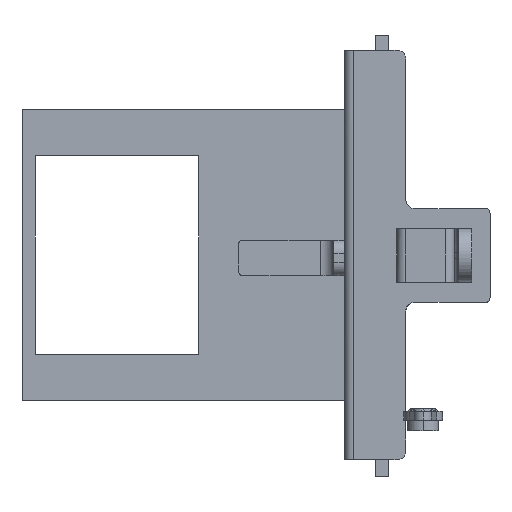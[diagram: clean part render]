
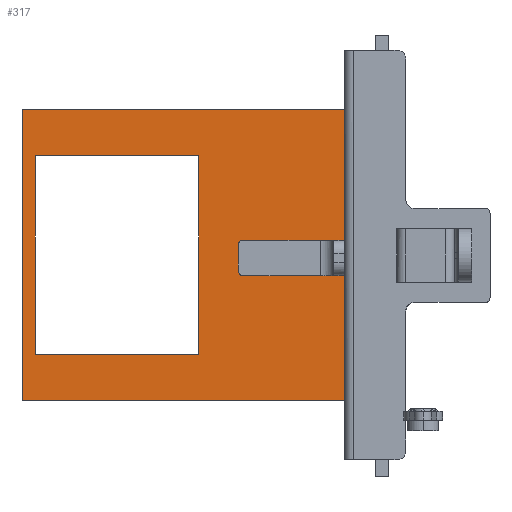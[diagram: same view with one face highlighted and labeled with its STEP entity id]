
A CAD part, left-side view. The second image highlights one B-rep face of the part: STEP entity #317.
In plain terms, the highlighted free-form (B-spline) face has degree [1, 1] with [2, 2] control points.
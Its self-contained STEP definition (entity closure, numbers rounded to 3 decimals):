
#295 = VERTEX_POINT('',#296);
#296 = CARTESIAN_POINT('',(-61.049,0.,-43.492));
#301 = EDGE_CURVE('',#302,#295,#304,.T.);
#302 = VERTEX_POINT('',#303);
#303 = CARTESIAN_POINT('',(-61.049,104.459,
    -43.492));
#304 = B_SPLINE_CURVE_WITH_KNOTS('',1,(#305,#306),.UNSPECIFIED.,.F.,.F.,
  (2,2),(-0.,101.6),.PIECEWISE_BEZIER_KNOTS.);
#305 = CARTESIAN_POINT('',(-61.049,104.459,
    -43.492));
#306 = CARTESIAN_POINT('',(-61.049,0.,-43.492));
#317 = ADVANCED_FACE('',(#318,#348),#370,.F.);
#318 = FACE_BOUND('',#319,.T.);
#319 = EDGE_LOOP('',(#320,#329,#336,#343));
#320 = ORIENTED_EDGE('',*,*,#321,.T.);
#321 = EDGE_CURVE('',#322,#324,#326,.T.);
#322 = VERTEX_POINT('',#323);
#323 = CARTESIAN_POINT('',(-61.049,100.541,
    -29.782));
#324 = VERTEX_POINT('',#325);
#325 = CARTESIAN_POINT('',(-61.049,100.541,
    28.976));
#326 = B_SPLINE_CURVE_WITH_KNOTS('',1,(#327,#328),.UNSPECIFIED.,.F.,.F.,
  (2,2),(13.335,70.485),.PIECEWISE_BEZIER_KNOTS.);
#327 = CARTESIAN_POINT('',(-61.049,100.541,
    -29.782));
#328 = CARTESIAN_POINT('',(-61.049,100.541,
    28.976));
#329 = ORIENTED_EDGE('',*,*,#330,.T.);
#330 = EDGE_CURVE('',#324,#331,#333,.T.);
#331 = VERTEX_POINT('',#332);
#332 = CARTESIAN_POINT('',(-61.049,52.165,
    28.976));
#333 = B_SPLINE_CURVE_WITH_KNOTS('',1,(#334,#335),.UNSPECIFIED.,.F.,.F.,
  (2,2),(3.81,50.862),.PIECEWISE_BEZIER_KNOTS.);
#334 = CARTESIAN_POINT('',(-61.049,100.541,
    28.976));
#335 = CARTESIAN_POINT('',(-61.049,52.165,
    28.976));
#336 = ORIENTED_EDGE('',*,*,#337,.F.);
#337 = EDGE_CURVE('',#338,#331,#340,.T.);
#338 = VERTEX_POINT('',#339);
#339 = CARTESIAN_POINT('',(-61.049,52.165,
    -29.782));
#340 = B_SPLINE_CURVE_WITH_KNOTS('',1,(#341,#342),.UNSPECIFIED.,.F.,.F.,
  (2,2),(0.,57.15),.PIECEWISE_BEZIER_KNOTS.);
#341 = CARTESIAN_POINT('',(-61.049,52.165,
    -29.782));
#342 = CARTESIAN_POINT('',(-61.049,52.165,
    28.976));
#343 = ORIENTED_EDGE('',*,*,#344,.F.);
#344 = EDGE_CURVE('',#322,#338,#345,.T.);
#345 = B_SPLINE_CURVE_WITH_KNOTS('',1,(#346,#347),.UNSPECIFIED.,.F.,.F.,
  (2,2),(3.81,50.862),.PIECEWISE_BEZIER_KNOTS.);
#346 = CARTESIAN_POINT('',(-61.049,100.541,
    -29.782));
#347 = CARTESIAN_POINT('',(-61.049,52.165,
    -29.782));
#348 = FACE_BOUND('',#349,.T.);
#349 = EDGE_LOOP('',(#350,#357,#364,#369));
#350 = ORIENTED_EDGE('',*,*,#351,.T.);
#351 = EDGE_CURVE('',#295,#352,#354,.T.);
#352 = VERTEX_POINT('',#353);
#353 = CARTESIAN_POINT('',(-61.049,0.,42.686));
#354 = B_SPLINE_CURVE_WITH_KNOTS('',1,(#355,#356),.UNSPECIFIED.,.F.,.F.,
  (2,2),(-42.302,41.518),.PIECEWISE_BEZIER_KNOTS.);
#355 = CARTESIAN_POINT('',(-61.049,0.,-43.492));
#356 = CARTESIAN_POINT('',(-61.049,0.,42.686));
#357 = ORIENTED_EDGE('',*,*,#358,.F.);
#358 = EDGE_CURVE('',#359,#352,#361,.T.);
#359 = VERTEX_POINT('',#360);
#360 = CARTESIAN_POINT('',(-61.049,104.459,42.686
    ));
#361 = B_SPLINE_CURVE_WITH_KNOTS('',1,(#362,#363),.UNSPECIFIED.,.F.,.F.,
  (2,2),(-0.,101.6),.PIECEWISE_BEZIER_KNOTS.);
#362 = CARTESIAN_POINT('',(-61.049,104.459,42.686
    ));
#363 = CARTESIAN_POINT('',(-61.049,0.,42.686));
#364 = ORIENTED_EDGE('',*,*,#365,.F.);
#365 = EDGE_CURVE('',#302,#359,#366,.T.);
#366 = B_SPLINE_CURVE_WITH_KNOTS('',1,(#367,#368),.UNSPECIFIED.,.F.,.F.,
  (2,2),(-42.302,41.518),.PIECEWISE_BEZIER_KNOTS.);
#367 = CARTESIAN_POINT('',(-61.049,104.459,
    -43.492));
#368 = CARTESIAN_POINT('',(-61.049,104.459,42.686
    ));
#369 = ORIENTED_EDGE('',*,*,#301,.T.);
#370 = B_SPLINE_SURFACE_WITH_KNOTS('',1,1,(
    (#371,#372)
    ,(#373,#374
    )),.UNSPECIFIED.,.F.,.F.,.F.,(2,2),(2,2),(-41.518,
    42.302),(-101.6,0.),.PIECEWISE_BEZIER_KNOTS.);
#371 = CARTESIAN_POINT('',(-61.049,0.,42.686));
#372 = CARTESIAN_POINT('',(-61.049,104.459,42.686
    ));
#373 = CARTESIAN_POINT('',(-61.049,0.,-43.492));
#374 = CARTESIAN_POINT('',(-61.049,104.459,
    -43.492));
